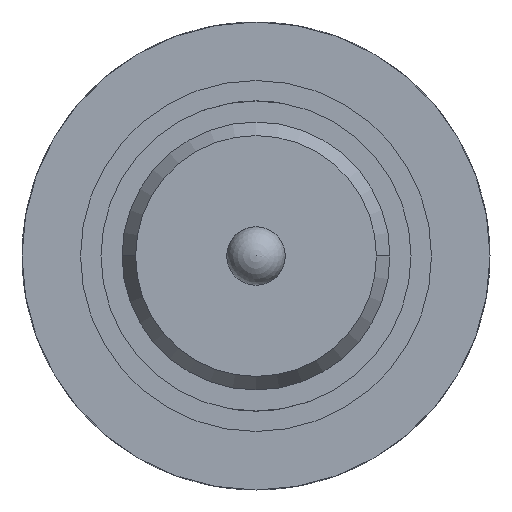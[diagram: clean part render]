
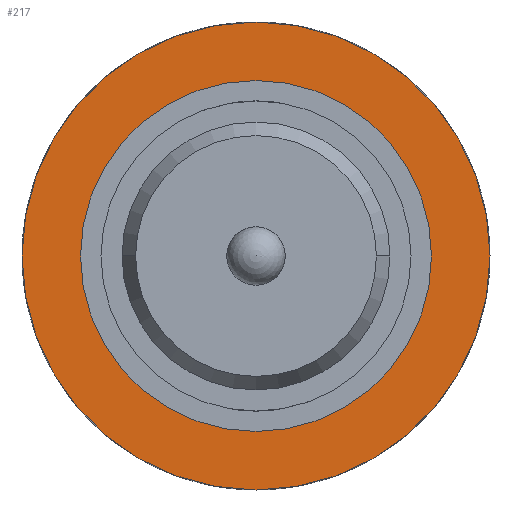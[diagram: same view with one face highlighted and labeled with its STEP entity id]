
A CAD part, front view. The second image highlights one B-rep face of the part: STEP entity #217.
In plain terms, the highlighted planar face has unit normal (0, -1, 0).
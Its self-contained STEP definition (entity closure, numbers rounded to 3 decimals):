
#28 = AXIS2_PLACEMENT_3D ( 'NONE', #3365, #354, #3883 ) ;
#65 = FACE_BOUND ( 'NONE', #766, .T. ) ;
#106 = CARTESIAN_POINT ( 'NONE',  ( 0., 5.2, 0. ) ) ;
#217 = ADVANCED_FACE ( 'Defeature ausgef�hrt1_56', ( #1403, #65 ), #6161, .F. ) ;
#354 = DIRECTION ( 'NONE',  ( 0., 1., 0. ) ) ;
#409 = AXIS2_PLACEMENT_3D ( 'NONE', #2622, #6221, #1172 ) ;
#506 = CARTESIAN_POINT ( 'NONE',  ( 0., 5.2, 0. ) ) ;
#562 = DIRECTION ( 'NONE',  ( 0., 1., 0. ) ) ;
#766 = EDGE_LOOP ( 'NONE', ( #965, #841 ) ) ;
#831 = EDGE_CURVE ( 'Defeature ausgef�hrt1_56+Defeature ausgef�hrt1_55+Defeature ausgef�hrt1_55+Defeature ausgef�hrt1_55', #4206, #1392, #3788, .T. ) ;
#841 = ORIENTED_EDGE ( 'NONE', *, *, #831, .T. ) ;
#943 = EDGE_CURVE ( 'Defeature ausgef�hrt1_57+Defeature ausgef�hrt1_56+Defeature ausgef�hrt1_56+Defeature ausgef�hrt1_56', #5524, #1970, #2411, .T. ) ;
#964 = CARTESIAN_POINT ( 'NONE',  ( 0., 5.2, 2. ) ) ;
#965 = ORIENTED_EDGE ( 'NONE', *, *, #3994, .T. ) ;
#1172 = DIRECTION ( 'NONE',  ( 0., 0., -1. ) ) ;
#1215 = CIRCLE ( 'NONE', #28, 0.9 ) ;
#1258 = AXIS2_PLACEMENT_3D ( 'NONE', #2055, #4589, #2603 ) ;
#1392 = VERTEX_POINT ( 'NONE', #1811 ) ;
#1403 = FACE_OUTER_BOUND ( 'NONE', #1710, .T. ) ;
#1520 = EDGE_CURVE ( 'Defeature ausgef�hrt1_57+Defeature ausgef�hrt1_56+Defeature ausgef�hrt1_56+Defeature ausgef�hrt1_56', #1970, #5524, #4492, .T. ) ;
#1601 = DIRECTION ( 'NONE',  ( 0., 0., -1. ) ) ;
#1710 = EDGE_LOOP ( 'NONE', ( #3615, #2667 ) ) ;
#1811 = CARTESIAN_POINT ( 'NONE',  ( 0., 5.2, -0.9 ) ) ;
#1866 = CARTESIAN_POINT ( 'NONE',  ( 0., 5.2, 0.9 ) ) ;
#1970 = VERTEX_POINT ( 'NONE', #3218 ) ;
#2055 = CARTESIAN_POINT ( 'NONE',  ( -2., 5.2, 0. ) ) ;
#2076 = AXIS2_PLACEMENT_3D ( 'NONE', #506, #2555, #4030 ) ;
#2411 = CIRCLE ( 'NONE', #409, 2. ) ;
#2555 = DIRECTION ( 'NONE',  ( 0., 1., 0. ) ) ;
#2603 = DIRECTION ( 'NONE',  ( 0., 0., -1. ) ) ;
#2622 = CARTESIAN_POINT ( 'NONE',  ( 0., 5.2, 0. ) ) ;
#2667 = ORIENTED_EDGE ( 'NONE', *, *, #943, .F. ) ;
#3218 = CARTESIAN_POINT ( 'NONE',  ( 0., 5.2, -2. ) ) ;
#3365 = CARTESIAN_POINT ( 'NONE',  ( 0., 5.2, 0. ) ) ;
#3615 = ORIENTED_EDGE ( 'NONE', *, *, #1520, .F. ) ;
#3788 = CIRCLE ( 'NONE', #2076, 0.9 ) ;
#3883 = DIRECTION ( 'NONE',  ( 0., 0., -1. ) ) ;
#3994 = EDGE_CURVE ( 'Defeature ausgef�hrt1_56+Defeature ausgef�hrt1_55+Defeature ausgef�hrt1_55+Defeature ausgef�hrt1_55', #1392, #4206, #1215, .T. ) ;
#4030 = DIRECTION ( 'NONE',  ( 0., 0., -1. ) ) ;
#4206 = VERTEX_POINT ( 'NONE', #1866 ) ;
#4492 = CIRCLE ( 'NONE', #6354, 2. ) ;
#4589 = DIRECTION ( 'NONE',  ( 0., 1., 0. ) ) ;
#5524 = VERTEX_POINT ( 'NONE', #964 ) ;
#6161 = PLANE ( 'NONE',  #1258 ) ;
#6221 = DIRECTION ( 'NONE',  ( 0., 1., 0. ) ) ;
#6354 = AXIS2_PLACEMENT_3D ( 'NONE', #106, #562, #1601 ) ;
